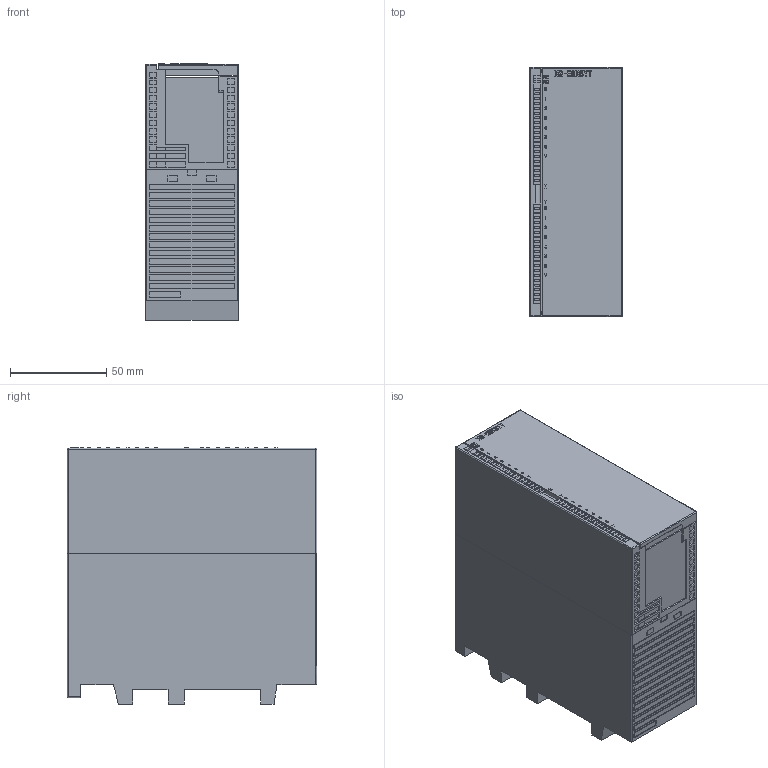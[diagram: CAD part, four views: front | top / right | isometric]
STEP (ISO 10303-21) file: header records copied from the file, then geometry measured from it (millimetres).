
FILE_DESCRIPTION(/* description */ (''),/* implementation_level */ '2;1');
FILE_NAME(/* name */ 'XG-E8X~2',/* time_stamp */ '2022-09-12T13:50:50+08:00',/* author */ (''),/* organization */ (''),/* preprocessor_version */ 'ST-DEVELOPER v16.5',/* originating_system */ '',/* authorisation */ '');
FILE_SCHEMA (('CONFIG_CONTROL_DESIGN'));
Length unit declared in the file: millimetre
Products named in the file (1): Document
Bounding box: 48 x 130 x 133.39 mm (x, y, z)
Volume: 764853.2 mm3; surface area: 88242.8 mm2
Topology: 1 solids, 34 shells, 1641 faces, 5115 edges, 3545 vertices
Faces by surface type: plane 1465, bspline 116, cylinder 60
Entity records: 54328 total; most frequent: CARTESIAN_POINT 21199, ORIENTED_EDGE 9743, EDGE_CURVE 5112, B_SPLINE_CURVE_WITH_KNOTS 4775, VERTEX_POINT 3545, EDGE_LOOP 1858, ADVANCED_FACE 1641, FACE_OUTER_BOUND 1641
